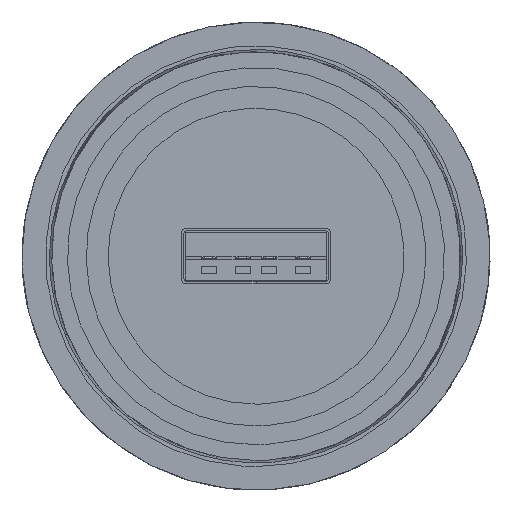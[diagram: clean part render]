
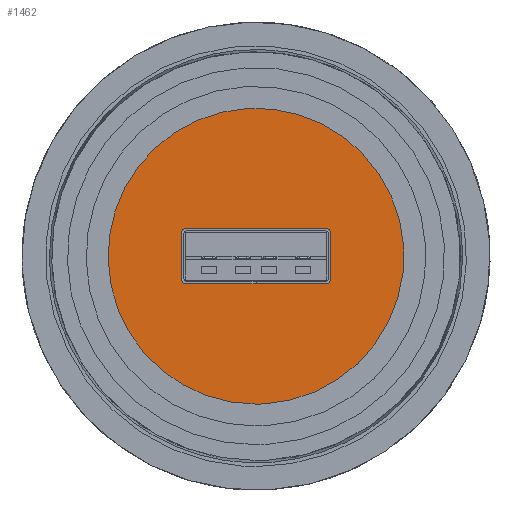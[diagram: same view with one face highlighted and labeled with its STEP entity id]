
A CAD part, front view. The second image highlights one B-rep face of the part: STEP entity #1462.
In plain terms, the highlighted planar face has unit normal (0, -1, 0).
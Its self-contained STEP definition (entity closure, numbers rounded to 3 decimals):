
#1462=ADVANCED_FACE('',(#5216,#5217),#5218,.F.);
#5216=FACE_OUTER_BOUND('',#10486,.T.);
#5217=FACE_BOUND('',#10487,.T.);
#5218=PLANE('',#10488);
#10486=EDGE_LOOP('',(#21228,#21229,#21230));
#10487=EDGE_LOOP('',(#21231,#21232,#21233,#21234,#21235,#21236,#21237,#21238,#21239));
#10488=AXIS2_PLACEMENT_3D('',#21240,#21241,#21242);
#21228=ORIENTED_EDGE('',*,*,#31692,.F.);
#21229=ORIENTED_EDGE('',*,*,#31691,.F.);
#21230=ORIENTED_EDGE('',*,*,#32332,.F.);
#21231=ORIENTED_EDGE('',*,*,#32334,.T.);
#21232=ORIENTED_EDGE('',*,*,#32335,.F.);
#21233=ORIENTED_EDGE('',*,*,#32336,.T.);
#21234=ORIENTED_EDGE('',*,*,#32337,.F.);
#21235=ORIENTED_EDGE('',*,*,#32338,.T.);
#21236=ORIENTED_EDGE('',*,*,#32339,.F.);
#21237=ORIENTED_EDGE('',*,*,#32340,.T.);
#21238=ORIENTED_EDGE('',*,*,#32341,.T.);
#21239=ORIENTED_EDGE('',*,*,#32342,.F.);
#21240=CARTESIAN_POINT('',(12.484,12.1,0.0));
#21241=DIRECTION('',(-0.0,1.0,0.0));
#21242=DIRECTION('',(1.0,0.0,0.0));
#31691=EDGE_CURVE('',#36959,#36962,#36963,.T.);
#31692=EDGE_CURVE('',#36962,#36964,#36965,.T.);
#32332=EDGE_CURVE('',#36964,#36959,#38127,.T.);
#32334=EDGE_CURVE('',#38129,#38130,#38131,.T.);
#32335=EDGE_CURVE('',#38132,#38130,#38133,.T.);
#32336=EDGE_CURVE('',#38132,#38134,#38135,.T.);
#32337=EDGE_CURVE('',#38136,#38134,#38137,.T.);
#32338=EDGE_CURVE('',#38136,#38138,#38139,.T.);
#32339=EDGE_CURVE('',#38140,#38138,#38141,.T.);
#32340=EDGE_CURVE('',#38140,#38142,#38143,.T.);
#32341=EDGE_CURVE('',#38142,#38144,#38145,.T.);
#32342=EDGE_CURVE('',#38129,#38144,#38146,.T.);
#36959=VERTEX_POINT('',#45884);
#36962=VERTEX_POINT('',#45888);
#36963=CIRCLE('',#45889,12.0);
#36964=VERTEX_POINT('',#45890);
#36965=CIRCLE('',#45891,12.0);
#38127=CIRCLE('',#47789,12.0);
#38129=VERTEX_POINT('',#47791);
#38130=VERTEX_POINT('',#47792);
#38131=LINE('',#47793,#47794);
#38132=VERTEX_POINT('',#47795);
#38133=CIRCLE('',#47796,0.4);
#38134=VERTEX_POINT('',#47797);
#38135=LINE('',#47798,#47799);
#38136=VERTEX_POINT('',#47800);
#38137=CIRCLE('',#47801,0.4);
#38138=VERTEX_POINT('',#47802);
#38139=LINE('',#47803,#47804);
#38140=VERTEX_POINT('',#47805);
#38141=CIRCLE('',#47806,0.4);
#38142=VERTEX_POINT('',#47807);
#38143=LINE('',#47808,#47809);
#38144=VERTEX_POINT('',#47810);
#38145=LINE('',#47811,#47812);
#38146=CIRCLE('',#47813,0.4);
#45884=CARTESIAN_POINT('',(0.753,12.1,-11.976));
#45888=CARTESIAN_POINT('',(0.0,12.1,-12.0));
#45889=AXIS2_PLACEMENT_3D('',#58994,#58995,#58996);
#45890=CARTESIAN_POINT('',(-0.753,12.1,11.976));
#45891=AXIS2_PLACEMENT_3D('',#58997,#58998,#58999);
#47789=AXIS2_PLACEMENT_3D('',#59724,#59725,#59726);
#47791=CARTESIAN_POINT('',(-6.055,12.1,-1.85));
#47792=CARTESIAN_POINT('',(-6.055,12.1,1.85));
#47793=CARTESIAN_POINT('',(-6.055,12.1,-1.85));
#47794=VECTOR('',#59727,3.7);
#47795=CARTESIAN_POINT('',(-5.655,12.1,2.25));
#47796=AXIS2_PLACEMENT_3D('',#59728,#59729,#59730);
#47797=CARTESIAN_POINT('',(5.655,12.1,2.25));
#47798=CARTESIAN_POINT('',(-5.655,12.1,2.25));
#47799=VECTOR('',#59731,11.31);
#47800=CARTESIAN_POINT('',(6.055,12.1,1.85));
#47801=AXIS2_PLACEMENT_3D('',#59732,#59733,#59734);
#47802=CARTESIAN_POINT('',(6.055,12.1,-1.85));
#47803=CARTESIAN_POINT('',(6.055,12.1,1.85));
#47804=VECTOR('',#59735,3.7);
#47805=CARTESIAN_POINT('',(5.655,12.1,-2.25));
#47806=AXIS2_PLACEMENT_3D('',#59736,#59737,#59738);
#47807=CARTESIAN_POINT('',(0.0,12.1,-2.25));
#47808=CARTESIAN_POINT('',(5.655,12.1,-2.25));
#47809=VECTOR('',#59739,5.655);
#47810=CARTESIAN_POINT('',(-5.655,12.1,-2.25));
#47811=CARTESIAN_POINT('',(0.0,12.1,-2.25));
#47812=VECTOR('',#59740,5.655);
#47813=AXIS2_PLACEMENT_3D('',#59741,#59742,#59743);
#58994=CARTESIAN_POINT('',(0.0,12.1,0.0));
#58995=DIRECTION('',(0.0,1.0,0.0));
#58996=DIRECTION('',(0.0,0.0,1.0));
#58997=CARTESIAN_POINT('',(0.0,12.1,0.0));
#58998=DIRECTION('',(0.0,1.0,0.0));
#58999=DIRECTION('',(0.0,0.0,1.0));
#59724=CARTESIAN_POINT('',(0.0,12.1,0.0));
#59725=DIRECTION('',(0.0,1.0,0.0));
#59726=DIRECTION('',(0.0,0.0,1.0));
#59727=DIRECTION('',(0.0,0.0,1.0));
#59728=CARTESIAN_POINT('',(-5.655,12.1,1.85));
#59729=DIRECTION('',(0.0,-1.0,0.0));
#59730=DIRECTION('',(0.0,0.0,1.0));
#59731=DIRECTION('',(1.0,0.0,0.0));
#59732=CARTESIAN_POINT('',(5.655,12.1,1.85));
#59733=DIRECTION('',(0.0,-1.0,0.0));
#59734=DIRECTION('',(1.0,0.0,0.0));
#59735=DIRECTION('',(0.0,0.0,-1.0));
#59736=CARTESIAN_POINT('',(5.655,12.1,-1.85));
#59737=DIRECTION('',(0.0,-1.0,0.0));
#59738=DIRECTION('',(0.0,0.0,-1.0));
#59739=DIRECTION('',(-1.0,0.0,0.0));
#59740=DIRECTION('',(-1.0,0.0,0.0));
#59741=CARTESIAN_POINT('',(-5.655,12.1,-1.85));
#59742=DIRECTION('',(0.0,-1.0,0.0));
#59743=DIRECTION('',(-1.0,0.0,0.0));
